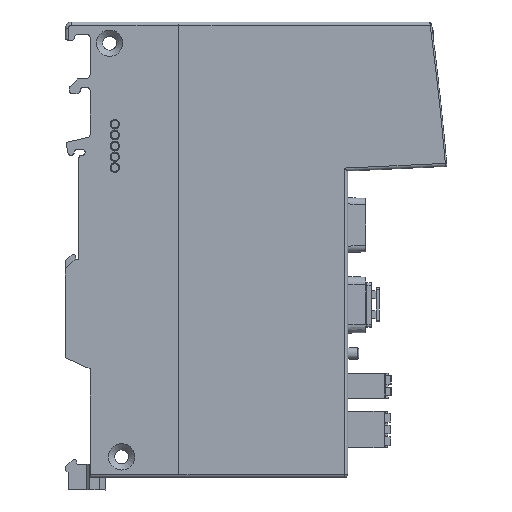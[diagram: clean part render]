
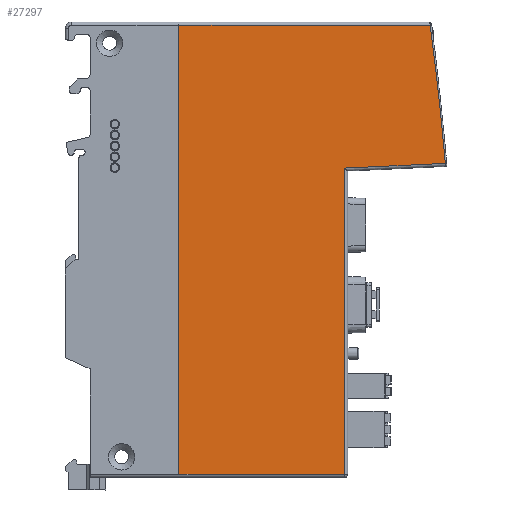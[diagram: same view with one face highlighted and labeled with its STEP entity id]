
A CAD part, left-side view. The second image highlights one B-rep face of the part: STEP entity #27297.
In plain terms, the highlighted planar face has unit normal (-1, 0, 0).
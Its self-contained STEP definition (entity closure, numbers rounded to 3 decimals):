
#21355=CIRCLE('',#79090,999.6);
#24467=FACE_OUTER_BOUND('',#32598,.T.);
#27297=ADVANCED_FACE('',(#24467),#30231,.T.);
#30231=PLANE('',#79091);
#32598=EDGE_LOOP('',(#37119,#37120,#37121,#37122,#37123,#37124));
#37119=ORIENTED_EDGE('',*,*,#58749,.T.);
#37120=ORIENTED_EDGE('',*,*,#58750,.T.);
#37121=ORIENTED_EDGE('',*,*,#58751,.F.);
#37122=ORIENTED_EDGE('',*,*,#58752,.T.);
#37123=ORIENTED_EDGE('',*,*,#58753,.T.);
#37124=ORIENTED_EDGE('',*,*,#58754,.T.);
#52712=VERTEX_POINT('',#102058);
#52713=VERTEX_POINT('',#102059);
#52714=VERTEX_POINT('',#102061);
#52715=VERTEX_POINT('',#102063);
#52716=VERTEX_POINT('',#102065);
#52717=VERTEX_POINT('',#102067);
#58749=EDGE_CURVE('',#52712,#52713,#67012,.T.);
#58750=EDGE_CURVE('',#52713,#52714,#21355,.T.);
#58751=EDGE_CURVE('',#52715,#52714,#67013,.T.);
#58752=EDGE_CURVE('',#52715,#52716,#67014,.T.);
#58753=EDGE_CURVE('',#52716,#52717,#67015,.T.);
#58754=EDGE_CURVE('',#52717,#52712,#67016,.T.);
#67012=LINE('',#102057,#73268);
#67013=LINE('',#102062,#73269);
#67014=LINE('',#102064,#73270);
#67015=LINE('',#102066,#73271);
#67016=LINE('',#102068,#73272);
#73268=VECTOR('',#85440,1.);
#73269=VECTOR('',#85443,1.);
#73270=VECTOR('',#85444,1.);
#73271=VECTOR('',#85445,1.);
#73272=VECTOR('',#85446,1.);
#79090=AXIS2_PLACEMENT_3D('',#102060,#85441,#85442);
#79091=AXIS2_PLACEMENT_3D('',#102069,#85447,#85448);
#85440=DIRECTION('',(0.,-0.999,0.047));
#85441=DIRECTION('',(-1.,0.,0.));
#85442=DIRECTION('',(0.,-1.,0.));
#85443=DIRECTION('',(0.,-1.,0.));
#85444=DIRECTION('',(0.,0.,-1.));
#85445=DIRECTION('',(0.,-1.,0.));
#85446=DIRECTION('',(0.,0.,1.));
#85447=DIRECTION('',(-1.,0.,0.));
#85448=DIRECTION('',(0.,0.,1.));
#102057=CARTESIAN_POINT('',(-15.922,-67.826,25.843));
#102058=CARTESIAN_POINT('',(-15.922,-35.275,24.328));
#102059=CARTESIAN_POINT('',(-15.922,-67.786,25.841));
#102060=CARTESIAN_POINT('',(-15.922,928.075,-60.528));
#102061=CARTESIAN_POINT('',(-15.922,-62.904,70.472));
#102062=CARTESIAN_POINT('',(-15.922,18.388,70.472));
#102063=CARTESIAN_POINT('',(-15.922,18.188,70.472));
#102064=CARTESIAN_POINT('',(-15.922,18.188,70.245));
#102065=CARTESIAN_POINT('',(-15.922,18.188,-74.528));
#102066=CARTESIAN_POINT('',(-15.922,18.388,-74.528));
#102067=CARTESIAN_POINT('',(-15.922,-35.275,-74.528));
#102068=CARTESIAN_POINT('',(-15.922,-35.275,-25.1));
#102069=CARTESIAN_POINT('',(-15.922,63.075,1.972));
